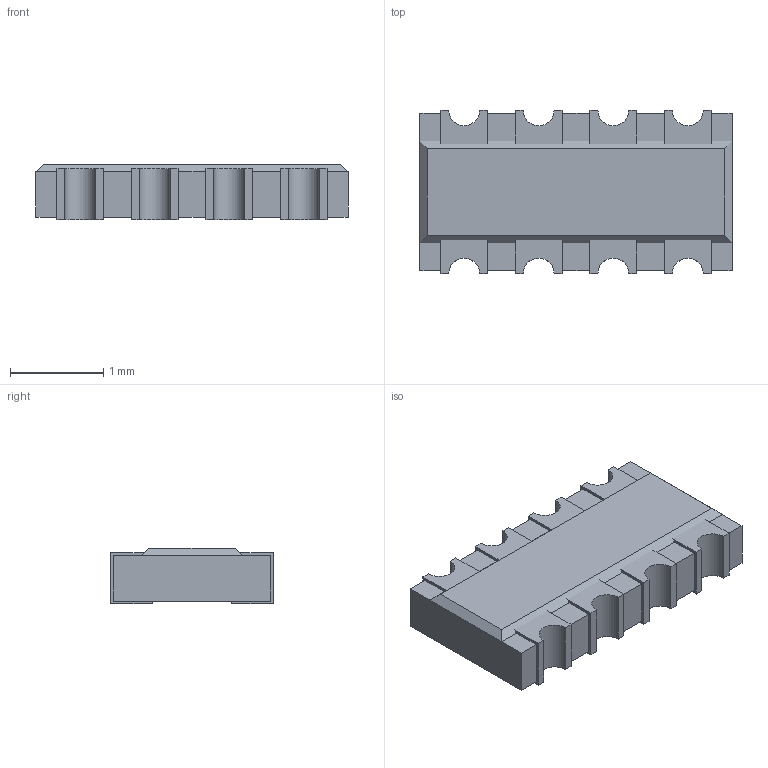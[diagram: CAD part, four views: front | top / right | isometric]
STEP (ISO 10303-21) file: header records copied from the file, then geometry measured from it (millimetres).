
FILE_DESCRIPTION(('STEP AP214'), '1');
FILE_NAME('CAT16-x4', '2016-03-14T14:43:36', ('Nobody'), (''), 'ASCON STEP Converter 1.3', 'ASCON Math Kernel', '');
FILE_SCHEMA(('AUTOMOTIVE_DESIGN { 1 0 10303 214 3 1 1}'));
Length unit declared in the file: millimetre
Bounding box: 3.35 x 1.75 x 0.6 mm (x, y, z)
Volume: 3 mm3; surface area: 35.8 mm2
Topology: 10 solids, 10 shells, 140 faces, 392 edges, 280 vertices
Faces by surface type: plane 116, cylinder 24
Entity records: 5673 total; most frequent: CARTESIAN_POINT 773, DIRECTION 722, ORIENTED_EDGE 720, EDGE_CURVE 360, LINE 344, VECTOR 344, VERTEX_POINT 240, AXIS2_PLACEMENT_3D 189
